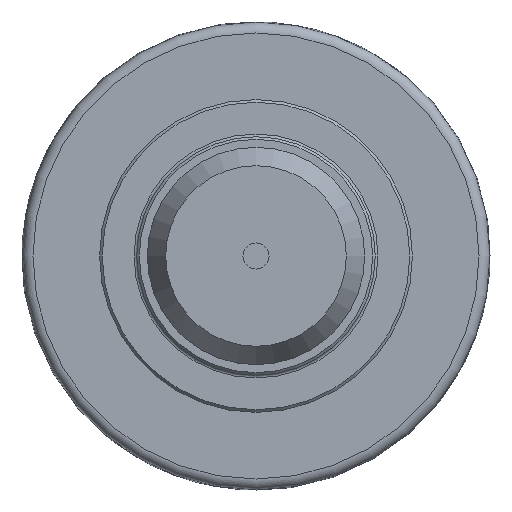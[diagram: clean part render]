
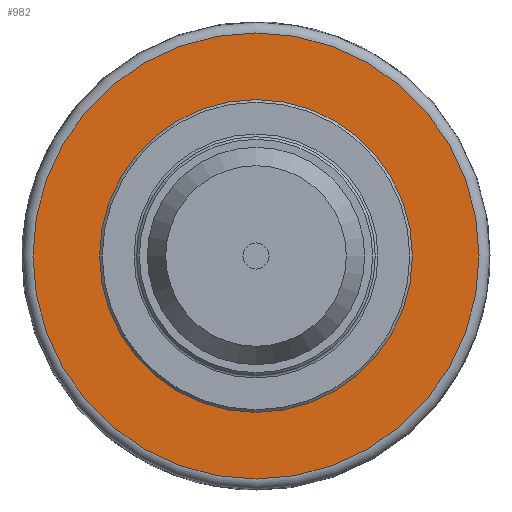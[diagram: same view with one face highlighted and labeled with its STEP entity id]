
A CAD part, left-side view. The second image highlights one B-rep face of the part: STEP entity #982.
In plain terms, the highlighted planar face has unit normal (-1, 0, 0).
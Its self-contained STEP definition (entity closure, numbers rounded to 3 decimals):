
#45=FACE_BOUND('',#219,.T.);
#79=CIRCLE('',#1085,27.65);
#83=CIRCLE('',#1091,42.079);
#84=CIRCLE('',#1092,42.079);
#156=FACE_OUTER_BOUND('',#218,.T.);
#218=EDGE_LOOP('',(#821,#822));
#219=EDGE_LOOP('',(#823));
#454=VERTEX_POINT('',#1657);
#458=VERTEX_POINT('',#1668);
#459=VERTEX_POINT('',#1669);
#582=EDGE_CURVE('',#454,#454,#79,.T.);
#587=EDGE_CURVE('',#458,#459,#83,.T.);
#588=EDGE_CURVE('',#459,#458,#84,.T.);
#821=ORIENTED_EDGE('',*,*,#587,.F.);
#822=ORIENTED_EDGE('',*,*,#588,.F.);
#823=ORIENTED_EDGE('',*,*,#582,.T.);
#938=PLANE('',#1090);
#982=ADVANCED_FACE('',(#156,#45),#938,.T.);
#1085=AXIS2_PLACEMENT_3D('',#1658,#1339,#1340);
#1090=AXIS2_PLACEMENT_3D('',#1667,#1350,#1351);
#1091=AXIS2_PLACEMENT_3D('',#1670,#1352,#1353);
#1092=AXIS2_PLACEMENT_3D('',#1671,#1354,#1355);
#1339=DIRECTION('center_axis',(1.,0.,0.));
#1340=DIRECTION('ref_axis',(0.,0.5,0.866));
#1350=DIRECTION('center_axis',(-1.,0.,0.));
#1351=DIRECTION('ref_axis',(0.,0.866,-0.5));
#1352=DIRECTION('center_axis',(1.,0.,0.));
#1353=DIRECTION('ref_axis',(0.,0.5,0.866));
#1354=DIRECTION('center_axis',(1.,0.,0.));
#1355=DIRECTION('ref_axis',(0.,0.5,0.866));
#1657=CARTESIAN_POINT('',(23.2,-13.825,-23.946));
#1658=CARTESIAN_POINT('Origin',(23.2,0.,0.));
#1667=CARTESIAN_POINT('Origin',(23.2,-19.135,-33.142));
#1668=CARTESIAN_POINT('',(23.2,-21.039,-36.441));
#1669=CARTESIAN_POINT('',(23.2,36.441,-21.039));
#1670=CARTESIAN_POINT('Origin',(23.2,0.,0.));
#1671=CARTESIAN_POINT('Origin',(23.2,0.,0.));
